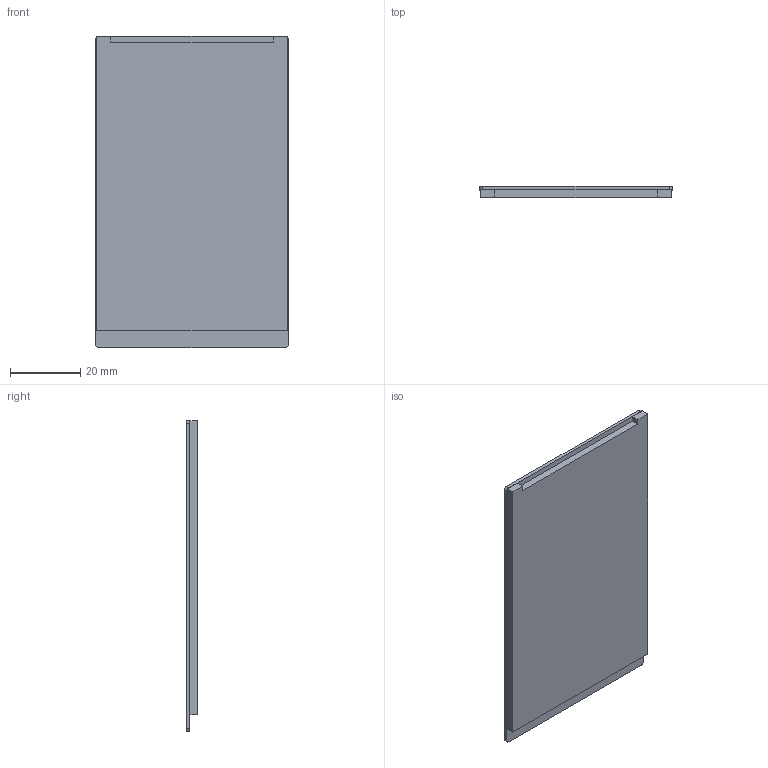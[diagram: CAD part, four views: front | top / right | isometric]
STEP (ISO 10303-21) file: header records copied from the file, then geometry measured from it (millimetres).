
FILE_DESCRIPTION (( 'STEP AP214' ), '1' );
FILE_NAME ('LiangHaoHai 3.5 IPS TFT CTP No FPC.STEP', '2021-12-11T01:14:36', ( '' ), ( '' ), 'SwSTEP 2.0', 'SolidWorks 2020', '' );
FILE_SCHEMA (( 'AUTOMOTIVE_DESIGN' ));
Length unit declared in the file: millimetre
Products named in the file (1): LiangHaoHai 3.5 IPS TFT CTP No FPC
Bounding box: 55.18 x 3.1 x 88.87 mm (x, y, z)
Volume: 14002.9 mm3; surface area: 20202.2 mm2
Topology: 3 solids, 3 shells, 35 faces, 84 edges, 56 vertices
Faces by surface type: plane 31, cylinder 4
Entity records: 1073 total; most frequent: CARTESIAN_POINT 176, ORIENTED_EDGE 168, DIRECTION 164, EDGE_CURVE 84, LINE 76, VECTOR 76, VERTEX_POINT 56, AXIS2_PLACEMENT_3D 44
